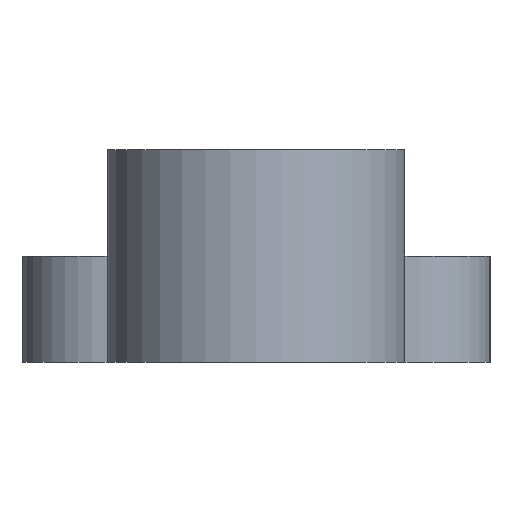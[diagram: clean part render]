
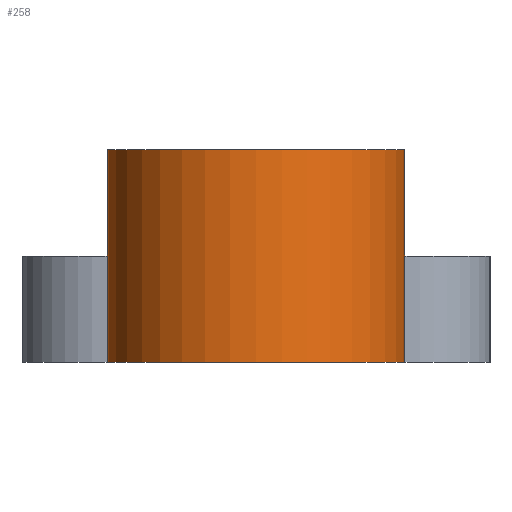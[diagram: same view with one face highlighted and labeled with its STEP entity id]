
A CAD part, left-side view. The second image highlights one B-rep face of the part: STEP entity #258.
In plain terms, the highlighted cylindrical face has radius 3.5 mm (diameter 7 mm), a full revolution.
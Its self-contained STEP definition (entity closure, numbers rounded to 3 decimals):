
#34=FACE_OUTER_BOUND('',#50,.T.);
#50=EDGE_LOOP('',(#217,#218,#219,#220,#221,#222,#223,#224));
#66=LINE('',#442,#82);
#68=LINE('',#447,#84);
#70=LINE('',#460,#86);
#82=VECTOR('',#356,10.);
#84=VECTOR('',#362,10.);
#86=VECTOR('',#380,3.5);
#92=CIRCLE('',#282,3.5);
#103=CIRCLE('',#299,3.5);
#104=CIRCLE('',#300,3.5);
#106=CIRCLE('',#304,3.5);
#114=VERTEX_POINT('',#410);
#115=VERTEX_POINT('',#412);
#126=VERTEX_POINT('',#440);
#127=VERTEX_POINT('',#446);
#128=VERTEX_POINT('',#451);
#130=VERTEX_POINT('',#459);
#139=EDGE_CURVE('',#114,#115,#92,.T.);
#154=EDGE_CURVE('',#126,#114,#66,.T.);
#156=EDGE_CURVE('',#127,#115,#68,.T.);
#159=EDGE_CURVE('',#127,#128,#103,.T.);
#160=EDGE_CURVE('',#128,#126,#104,.T.);
#163=EDGE_CURVE('',#128,#130,#70,.T.);
#164=EDGE_CURVE('',#130,#130,#106,.T.);
#217=ORIENTED_EDGE('',*,*,#159,.F.);
#218=ORIENTED_EDGE('',*,*,#156,.T.);
#219=ORIENTED_EDGE('',*,*,#139,.F.);
#220=ORIENTED_EDGE('',*,*,#154,.F.);
#221=ORIENTED_EDGE('',*,*,#160,.F.);
#222=ORIENTED_EDGE('',*,*,#163,.T.);
#223=ORIENTED_EDGE('',*,*,#164,.T.);
#224=ORIENTED_EDGE('',*,*,#163,.F.);
#246=CYLINDRICAL_SURFACE('',#303,3.5);
#258=ADVANCED_FACE('',(#34),#246,.T.);
#282=AXIS2_PLACEMENT_3D('',#413,#326,#327);
#299=AXIS2_PLACEMENT_3D('',#452,#369,#370);
#300=AXIS2_PLACEMENT_3D('',#453,#371,#372);
#303=AXIS2_PLACEMENT_3D('',#458,#378,#379);
#304=AXIS2_PLACEMENT_3D('',#461,#381,#382);
#326=DIRECTION('center_axis',(0.,0.,
-1.));
#327=DIRECTION('ref_axis',(-1.,0.,0.));
#356=DIRECTION('',(0.,0.,-1.));
#362=DIRECTION('',(0.,0.,-1.));
#369=DIRECTION('center_axis',(0.,0.,
-1.));
#370=DIRECTION('ref_axis',(-1.,0.,0.));
#371=DIRECTION('center_axis',(0.,0.,
-1.));
#372=DIRECTION('ref_axis',(-1.,0.,0.));
#378=DIRECTION('center_axis',(0.,0.,-1.));
#379=DIRECTION('ref_axis',(-1.,0.,0.));
#380=DIRECTION('',(0.,0.,1.));
#381=DIRECTION('center_axis',(0.,0.,
-1.));
#382=DIRECTION('ref_axis',(-1.,0.,0.));
#410=CARTESIAN_POINT('',(-50.,-82.034,-237.5));
#412=CARTESIAN_POINT('',(-50.,-75.034,-237.5));
#413=CARTESIAN_POINT('Origin',(-50.,-78.534,-237.5));
#440=CARTESIAN_POINT('',(-50.,-82.034,-235.));
#442=CARTESIAN_POINT('',(-50.,-82.034,-235.));
#446=CARTESIAN_POINT('',(-50.,-75.034,-235.));
#447=CARTESIAN_POINT('',(-50.,-75.034,-235.));
#451=CARTESIAN_POINT('',(-46.5,-78.534,-235.));
#452=CARTESIAN_POINT('Origin',(-50.,-78.534,-235.));
#453=CARTESIAN_POINT('Origin',(-50.,-78.534,-235.));
#458=CARTESIAN_POINT('Origin',(-50.,-78.534,-232.5));
#459=CARTESIAN_POINT('',(-46.5,-78.534,-232.5));
#460=CARTESIAN_POINT('',(-46.5,-78.534,-232.5));
#461=CARTESIAN_POINT('Origin',(-50.,-78.534,-232.5));
